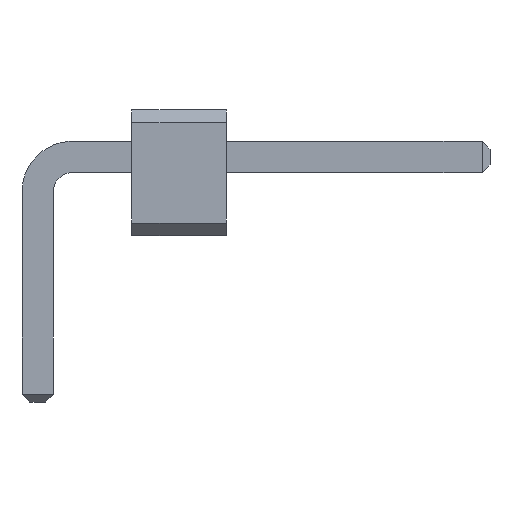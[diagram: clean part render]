
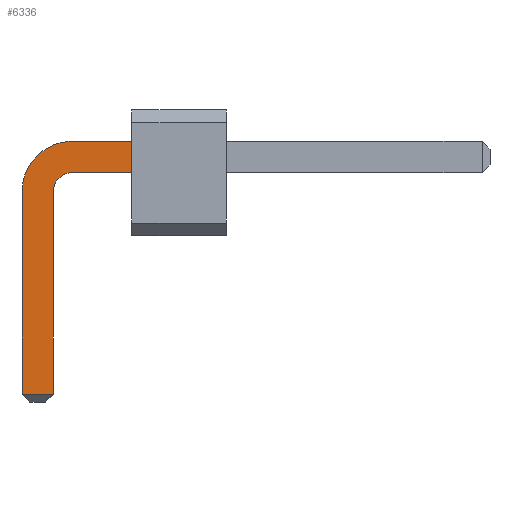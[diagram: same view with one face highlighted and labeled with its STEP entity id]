
A CAD part, front view. The second image highlights one B-rep face of the part: STEP entity #6336.
In plain terms, the highlighted planar face has unit normal (0, -1, 0).
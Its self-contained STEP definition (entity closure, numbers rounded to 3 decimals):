
#2064 = VERTEX_POINT('',#2065);
#2065 = CARTESIAN_POINT('',(1.5,-22.25,1.25));
#2071 = EDGE_CURVE('',#2064,#2072,#2074,.T.);
#2072 = VERTEX_POINT('',#2073);
#2073 = CARTESIAN_POINT('',(1.5,-22.25,0.75));
#2074 = LINE('',#2075,#2076);
#2075 = CARTESIAN_POINT('',(1.5,-22.25,0.499));
#2076 = VECTOR('',#2077,1.);
#2077 = DIRECTION('',(0.,0.,-1.));
#6318 = EDGE_CURVE('',#2072,#6319,#6321,.T.);
#6319 = VERTEX_POINT('',#6320);
#6320 = CARTESIAN_POINT('',(0.5,-22.25,0.75));
#6321 = LINE('',#6322,#6323);
#6322 = CARTESIAN_POINT('',(7.2,-22.25,0.75));
#6323 = VECTOR('',#6324,1.);
#6324 = DIRECTION('',(-1.,0.,0.));
#6336 = ADVANCED_FACE('',(#6337),#6389,.F.);
#6337 = FACE_BOUND('',#6338,.F.);
#6338 = EDGE_LOOP('',(#6339,#6340,#6341,#6350,#6358,#6366,#6374,#6383));
#6339 = ORIENTED_EDGE('',*,*,#2071,.T.);
#6340 = ORIENTED_EDGE('',*,*,#6318,.T.);
#6341 = ORIENTED_EDGE('',*,*,#6342,.T.);
#6342 = EDGE_CURVE('',#6319,#6343,#6345,.T.);
#6343 = VERTEX_POINT('',#6344);
#6344 = CARTESIAN_POINT('',(0.25,-22.25,0.5));
#6345 = CIRCLE('',#6346,0.324);
#6346 = AXIS2_PLACEMENT_3D('',#6347,#6348,#6349);
#6347 = CARTESIAN_POINT('',(0.567,-22.25,0.433));
#6348 = DIRECTION('',(0.,-1.,0.));
#6349 = DIRECTION('',(-0.207,0.,0.978)
);
#6350 = ORIENTED_EDGE('',*,*,#6351,.T.);
#6351 = EDGE_CURVE('',#6343,#6352,#6354,.T.);
#6352 = VERTEX_POINT('',#6353);
#6353 = CARTESIAN_POINT('',(0.25,-22.25,-2.775));
#6354 = LINE('',#6355,#6356);
#6355 = CARTESIAN_POINT('',(0.25,-22.25,0.5));
#6356 = VECTOR('',#6357,1.);
#6357 = DIRECTION('',(0.,0.,-1.));
#6358 = ORIENTED_EDGE('',*,*,#6359,.T.);
#6359 = EDGE_CURVE('',#6352,#6360,#6362,.T.);
#6360 = VERTEX_POINT('',#6361);
#6361 = CARTESIAN_POINT('',(-0.25,-22.25,-2.775));
#6362 = LINE('',#6363,#6364);
#6363 = CARTESIAN_POINT('',(0.25,-22.25,-2.775));
#6364 = VECTOR('',#6365,1.);
#6365 = DIRECTION('',(-1.,0.,0.));
#6366 = ORIENTED_EDGE('',*,*,#6367,.T.);
#6367 = EDGE_CURVE('',#6360,#6368,#6370,.T.);
#6368 = VERTEX_POINT('',#6369);
#6369 = CARTESIAN_POINT('',(-0.25,-22.25,0.5));
#6370 = LINE('',#6371,#6372);
#6371 = CARTESIAN_POINT('',(-0.25,-22.25,-2.9));
#6372 = VECTOR('',#6373,1.);
#6373 = DIRECTION('',(0.,0.,1.));
#6374 = ORIENTED_EDGE('',*,*,#6375,.T.);
#6375 = EDGE_CURVE('',#6368,#6376,#6378,.T.);
#6376 = VERTEX_POINT('',#6377);
#6377 = CARTESIAN_POINT('',(0.5,-22.25,1.25));
#6378 = CIRCLE('',#6379,0.808);
#6379 = AXIS2_PLACEMENT_3D('',#6380,#6381,#6382);
#6380 = CARTESIAN_POINT('',(0.556,-22.25,0.444));
#6381 = DIRECTION('',(0.,1.,0.));
#6382 = DIRECTION('',(-0.998,0.,
0.069));
#6383 = ORIENTED_EDGE('',*,*,#6384,.T.);
#6384 = EDGE_CURVE('',#6376,#2064,#6385,.T.);
#6385 = LINE('',#6386,#6387);
#6386 = CARTESIAN_POINT('',(0.5,-22.25,1.25));
#6387 = VECTOR('',#6388,1.);
#6388 = DIRECTION('',(1.,0.,0.));
#6389 = PLANE('',#6390);
#6390 = AXIS2_PLACEMENT_3D('',#6391,#6392,#6393);
#6391 = CARTESIAN_POINT('',(2.437,-22.25,0.248));
#6392 = DIRECTION('',(0.,1.,-0.));
#6393 = DIRECTION('',(0.,0.,-1.));
